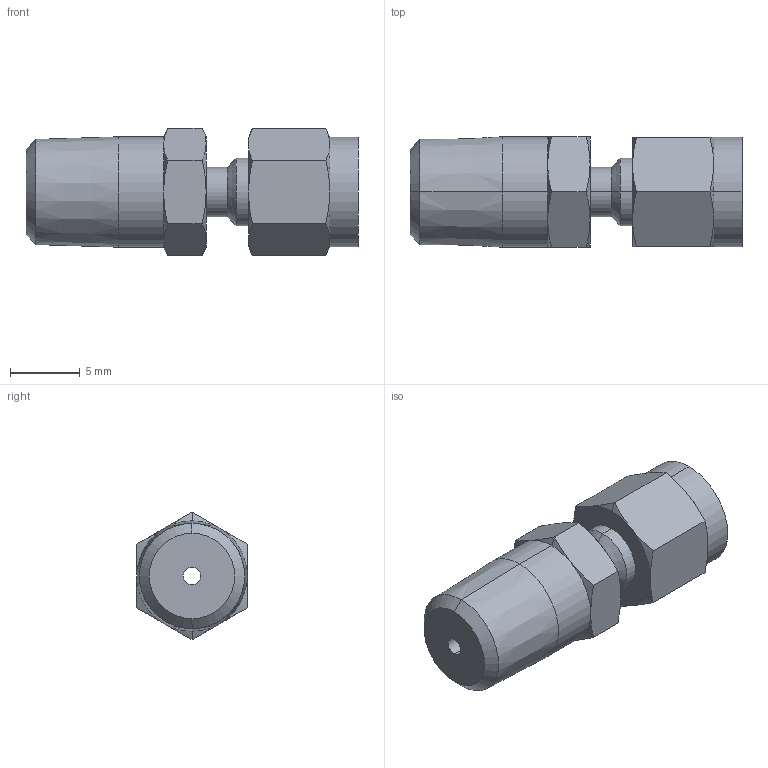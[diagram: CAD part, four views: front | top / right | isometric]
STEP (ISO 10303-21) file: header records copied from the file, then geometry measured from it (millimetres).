
FILE_DESCRIPTION(('starvars output'),'2;1');
FILE_NAME('cv20230426185651000017461.stp','18:56:51 2023/04/26',( 'Thomas Industrial Network Germany GmbH'),( 'Thomas Industrial Network Germany GmbH'),'unknown preprocess','ACIS' ,'unknown authorization');
FILE_SCHEMA(('AUTOMOTIVE_DESIGN_CC2 {UNKNOWN IMPLEMENTATION LEVEL}'));
Length unit declared in the file: millimetre
Products named in the file (1): PRODUCT_ID_1
Bounding box: 23.88 x 7.94 x 9.17 mm (x, y, z)
Volume: 1049.1 mm3; surface area: 844.5 mm2
Topology: 1 solids, 1 shells, 67 faces, 142 edges, 80 vertices
Faces by surface type: cone 38, plane 17, cylinder 12
Entity records: 1950 total; most frequent: CARTESIAN_POINT 308, ORIENTED_EDGE 284, EDGE_CURVE 142, DIRECTION 130, VERTEX_POINT 80, EDGE_LOOP 72, FACE_BOUND 72, STYLED_ITEM 68
